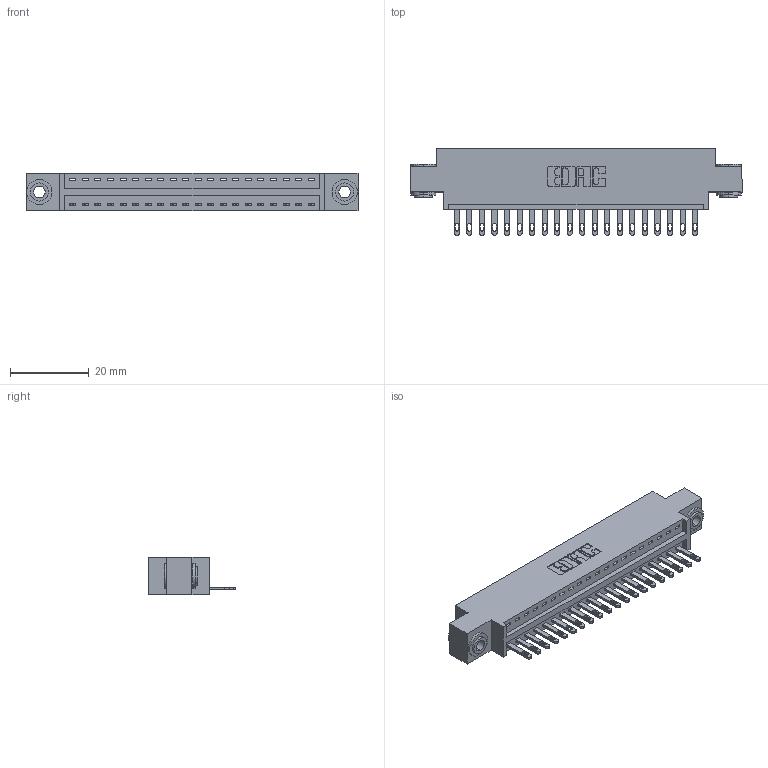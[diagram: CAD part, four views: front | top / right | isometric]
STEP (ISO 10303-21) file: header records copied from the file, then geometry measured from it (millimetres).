
FILE_DESCRIPTION (( 'STEP AP203' ), '1' );
FILE_NAME ('346-020-500-603.STEP', '2022-05-05T16:06:52', ( '' ), ( '' ), 'SwSTEP 2.0', 'SolidWorks 2020', '' );
FILE_SCHEMA (( 'CONFIG_CONTROL_DESIGN' ));
Length unit declared in the file: inch
Products named in the file (4): 345-250-002_345-250-002-102; 345-292-001_345-293-100; 346 Part_0.170 Offset - 0.156 Dia-TH; 346-020-500-603
Assembly tree (23 placements, depth 2):
  346-020-500-603
    346 Part_0.170 Offset - 0.156 Dia-TH
    345-292-001_345-293-100  x20
    345-250-002_345-250-002-102  x2
Bounding box: 84.07 x 21.84 x 9.4 mm (x, y, z)
Volume: 7755.2 mm3; surface area: 9914 mm2
Topology: 23 solids, 23 shells, 1258 faces, 3813 edges, 2538 vertices
Faces by surface type: plane 784, cylinder 466, cone 8
Entity records: 16502 total; most frequent: CARTESIAN_POINT 2817, ORIENTED_EDGE 2762, DIRECTION 2543, EDGE_CURVE 1381, VECTOR 1141, LINE 1141, VERTEX_POINT 918, AXIS2_PLACEMENT_3D 701
